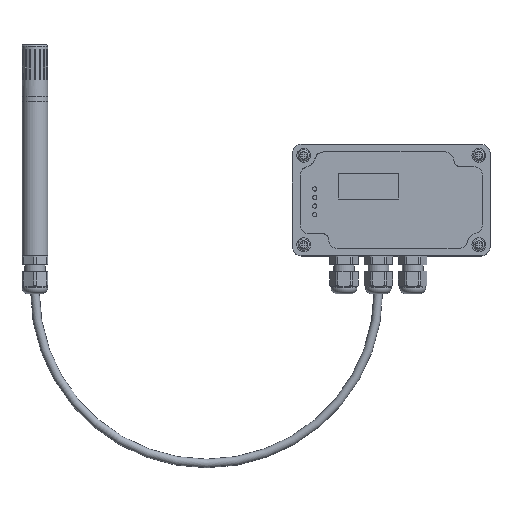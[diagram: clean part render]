
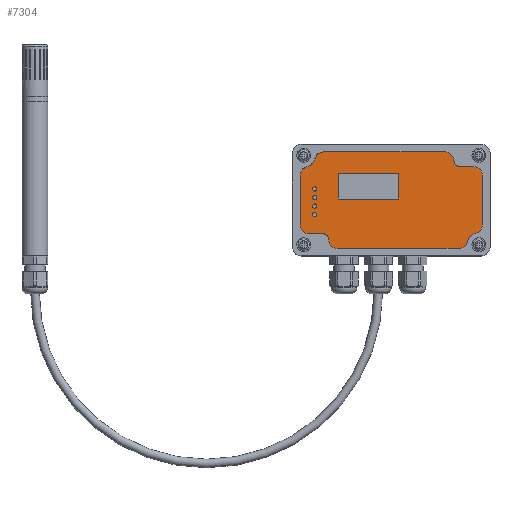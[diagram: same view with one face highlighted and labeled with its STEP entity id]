
A CAD part, top view. The second image highlights one B-rep face of the part: STEP entity #7304.
In plain terms, the highlighted planar face has unit normal (0, 0, 1).
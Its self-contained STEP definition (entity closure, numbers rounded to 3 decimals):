
#354=FACE_BOUND('',#1700,.T.);
#355=FACE_BOUND('',#1701,.T.);
#356=FACE_BOUND('',#1702,.T.);
#357=FACE_BOUND('',#1703,.T.);
#358=FACE_BOUND('',#1704,.T.);
#810=CIRCLE('',#8024,7.245);
#812=CIRCLE('',#8027,5.);
#815=CIRCLE('',#8031,5.);
#816=CIRCLE('',#8033,3.449);
#818=CIRCLE('',#8036,3.525);
#820=CIRCLE('',#8039,6.948);
#822=CIRCLE('',#8042,5.);
#825=CIRCLE('',#8046,5.);
#826=CIRCLE('',#8048,5.);
#828=CIRCLE('',#8051,5.);
#830=CIRCLE('',#8054,5.);
#832=CIRCLE('',#8057,5.);
#834=CIRCLE('',#8068,1.25);
#836=CIRCLE('',#8071,1.25);
#838=CIRCLE('',#8074,1.25);
#840=CIRCLE('',#8077,1.25);
#1237=FACE_OUTER_BOUND('',#1699,.T.);
#1699=EDGE_LOOP('',(#6663,#6664,#6665,#6666,#6667,#6668,#6669,#6670,#6671,
#6672,#6673,#6674,#6675,#6676,#6677,#6678,#6679,#6680,#6681,#6682));
#1700=EDGE_LOOP('',(#6683));
#1701=EDGE_LOOP('',(#6684));
#1702=EDGE_LOOP('',(#6685));
#1703=EDGE_LOOP('',(#6686));
#1704=EDGE_LOOP('',(#6687,#6688,#6689,#6690));
#2255=LINE('',#18867,#2830);
#2256=LINE('',#18869,#2831);
#2258=LINE('',#18872,#2833);
#2260=LINE('',#18875,#2835);
#2263=LINE('',#18879,#2838);
#2264=LINE('',#18881,#2839);
#2266=LINE('',#18884,#2841);
#2268=LINE('',#18887,#2843);
#2276=LINE('',#18920,#2851);
#2279=LINE('',#18926,#2854);
#2282=LINE('',#18932,#2857);
#2285=LINE('',#18936,#2860);
#2830=VECTOR('',#10009,10.);
#2831=VECTOR('',#10012,10.);
#2833=VECTOR('',#10016,10.);
#2835=VECTOR('',#10020,10.);
#2838=VECTOR('',#10025,10.);
#2839=VECTOR('',#10028,10.);
#2841=VECTOR('',#10032,10.);
#2843=VECTOR('',#10036,10.);
#2851=VECTOR('',#10070,10.);
#2854=VECTOR('',#10075,10.);
#2857=VECTOR('',#10080,10.);
#2860=VECTOR('',#10085,10.);
#3501=VERTEX_POINT('',#18770);
#3502=VERTEX_POINT('',#18771);
#3505=VERTEX_POINT('',#18779);
#3508=VERTEX_POINT('',#18787);
#3509=VERTEX_POINT('',#18791);
#3510=VERTEX_POINT('',#18792);
#3513=VERTEX_POINT('',#18800);
#3514=VERTEX_POINT('',#18801);
#3517=VERTEX_POINT('',#18809);
#3518=VERTEX_POINT('',#18810);
#3521=VERTEX_POINT('',#18818);
#3524=VERTEX_POINT('',#18826);
#3525=VERTEX_POINT('',#18830);
#3526=VERTEX_POINT('',#18831);
#3529=VERTEX_POINT('',#18839);
#3530=VERTEX_POINT('',#18840);
#3533=VERTEX_POINT('',#18848);
#3534=VERTEX_POINT('',#18849);
#3537=VERTEX_POINT('',#18857);
#3538=VERTEX_POINT('',#18858);
#3541=VERTEX_POINT('',#18890);
#3543=VERTEX_POINT('',#18896);
#3545=VERTEX_POINT('',#18902);
#3547=VERTEX_POINT('',#18908);
#3551=VERTEX_POINT('',#18917);
#3552=VERTEX_POINT('',#18919);
#3554=VERTEX_POINT('',#18925);
#3556=VERTEX_POINT('',#18931);
#4527=EDGE_CURVE('',#3501,#3502,#810,.T.);
#4531=EDGE_CURVE('',#3505,#3502,#812,.T.);
#4536=EDGE_CURVE('',#3501,#3508,#815,.T.);
#4537=EDGE_CURVE('',#3509,#3510,#816,.T.);
#4541=EDGE_CURVE('',#3513,#3514,#818,.T.);
#4545=EDGE_CURVE('',#3517,#3518,#820,.T.);
#4549=EDGE_CURVE('',#3521,#3518,#822,.T.);
#4554=EDGE_CURVE('',#3517,#3524,#825,.T.);
#4555=EDGE_CURVE('',#3525,#3526,#826,.T.);
#4559=EDGE_CURVE('',#3529,#3530,#828,.T.);
#4563=EDGE_CURVE('',#3533,#3534,#830,.T.);
#4567=EDGE_CURVE('',#3537,#3538,#832,.T.);
#4572=EDGE_CURVE('',#3533,#3509,#2255,.T.);
#4573=EDGE_CURVE('',#3510,#3538,#2256,.T.);
#4575=EDGE_CURVE('',#3537,#3524,#2258,.T.);
#4577=EDGE_CURVE('',#3521,#3526,#2260,.T.);
#4580=EDGE_CURVE('',#3525,#3513,#2263,.T.);
#4581=EDGE_CURVE('',#3514,#3530,#2264,.T.);
#4583=EDGE_CURVE('',#3529,#3508,#2266,.T.);
#4585=EDGE_CURVE('',#3505,#3534,#2268,.T.);
#4587=EDGE_CURVE('',#3541,#3541,#834,.T.);
#4590=EDGE_CURVE('',#3543,#3543,#836,.T.);
#4593=EDGE_CURVE('',#3545,#3545,#838,.T.);
#4596=EDGE_CURVE('',#3547,#3547,#840,.T.);
#4601=EDGE_CURVE('',#3552,#3551,#2276,.T.);
#4604=EDGE_CURVE('',#3554,#3552,#2279,.T.);
#4607=EDGE_CURVE('',#3556,#3554,#2282,.T.);
#4610=EDGE_CURVE('',#3551,#3556,#2285,.T.);
#6663=ORIENTED_EDGE('',*,*,#4536,.T.);
#6664=ORIENTED_EDGE('',*,*,#4583,.F.);
#6665=ORIENTED_EDGE('',*,*,#4559,.T.);
#6666=ORIENTED_EDGE('',*,*,#4581,.F.);
#6667=ORIENTED_EDGE('',*,*,#4541,.F.);
#6668=ORIENTED_EDGE('',*,*,#4580,.F.);
#6669=ORIENTED_EDGE('',*,*,#4555,.T.);
#6670=ORIENTED_EDGE('',*,*,#4577,.F.);
#6671=ORIENTED_EDGE('',*,*,#4549,.T.);
#6672=ORIENTED_EDGE('',*,*,#4545,.F.);
#6673=ORIENTED_EDGE('',*,*,#4554,.T.);
#6674=ORIENTED_EDGE('',*,*,#4575,.F.);
#6675=ORIENTED_EDGE('',*,*,#4567,.T.);
#6676=ORIENTED_EDGE('',*,*,#4573,.F.);
#6677=ORIENTED_EDGE('',*,*,#4537,.F.);
#6678=ORIENTED_EDGE('',*,*,#4572,.F.);
#6679=ORIENTED_EDGE('',*,*,#4563,.T.);
#6680=ORIENTED_EDGE('',*,*,#4585,.F.);
#6681=ORIENTED_EDGE('',*,*,#4531,.T.);
#6682=ORIENTED_EDGE('',*,*,#4527,.F.);
#6683=ORIENTED_EDGE('',*,*,#4587,.T.);
#6684=ORIENTED_EDGE('',*,*,#4590,.T.);
#6685=ORIENTED_EDGE('',*,*,#4593,.T.);
#6686=ORIENTED_EDGE('',*,*,#4596,.T.);
#6687=ORIENTED_EDGE('',*,*,#4607,.T.);
#6688=ORIENTED_EDGE('',*,*,#4604,.T.);
#6689=ORIENTED_EDGE('',*,*,#4601,.T.);
#6690=ORIENTED_EDGE('',*,*,#4610,.T.);
#6915=PLANE('',#8083);
#7304=ADVANCED_FACE('',(#1237,#354,#355,#356,#357,#358),#6915,.T.);
#8024=AXIS2_PLACEMENT_3D('',#18772,#9916,#9917);
#8027=AXIS2_PLACEMENT_3D('',#18780,#9924,#9925);
#8031=AXIS2_PLACEMENT_3D('',#18789,#9934,#9935);
#8033=AXIS2_PLACEMENT_3D('',#18793,#9938,#9939);
#8036=AXIS2_PLACEMENT_3D('',#18802,#9946,#9947);
#8039=AXIS2_PLACEMENT_3D('',#18811,#9954,#9955);
#8042=AXIS2_PLACEMENT_3D('',#18819,#9962,#9963);
#8046=AXIS2_PLACEMENT_3D('',#18828,#9972,#9973);
#8048=AXIS2_PLACEMENT_3D('',#18832,#9976,#9977);
#8051=AXIS2_PLACEMENT_3D('',#18841,#9984,#9985);
#8054=AXIS2_PLACEMENT_3D('',#18850,#9992,#9993);
#8057=AXIS2_PLACEMENT_3D('',#18859,#10000,#10001);
#8068=AXIS2_PLACEMENT_3D('',#18891,#10040,#10041);
#8071=AXIS2_PLACEMENT_3D('',#18897,#10047,#10048);
#8074=AXIS2_PLACEMENT_3D('',#18903,#10054,#10055);
#8077=AXIS2_PLACEMENT_3D('',#18909,#10061,#10062);
#8083=AXIS2_PLACEMENT_3D('',#18937,#10086,#10087);
#9916=DIRECTION('center_axis',(0.,0.,1.));
#9917=DIRECTION('ref_axis',(-0.268,0.963,0.));
#9924=DIRECTION('center_axis',(0.,0.,1.));
#9925=DIRECTION('ref_axis',(0.,-1.,0.));
#9934=DIRECTION('center_axis',(0.,0.,1.));
#9935=DIRECTION('ref_axis',(0.,-1.,0.));
#9938=DIRECTION('center_axis',(0.,0.,1.));
#9939=DIRECTION('ref_axis',(1.,0.011,0.));
#9946=DIRECTION('center_axis',(0.,0.,1.));
#9947=DIRECTION('ref_axis',(-0.999,0.032,0.));
#9954=DIRECTION('center_axis',(0.,0.,1.));
#9955=DIRECTION('ref_axis',(0.231,-0.973,0.));
#9962=DIRECTION('center_axis',(0.,0.,1.));
#9963=DIRECTION('ref_axis',(0.,1.,0.));
#9972=DIRECTION('center_axis',(0.,0.,1.));
#9973=DIRECTION('ref_axis',(0.,1.,0.));
#9976=DIRECTION('center_axis',(0.,0.,1.));
#9977=DIRECTION('ref_axis',(1.,0.,0.));
#9984=DIRECTION('center_axis',(0.,0.,1.));
#9985=DIRECTION('ref_axis',(1.,0.,0.));
#9992=DIRECTION('center_axis',(0.,0.,1.));
#9993=DIRECTION('ref_axis',(-1.,0.,0.));
#10000=DIRECTION('center_axis',(0.,0.,1.));
#10001=DIRECTION('ref_axis',(-1.,0.,0.));
#10009=DIRECTION('',(0.,1.,0.));
#10012=DIRECTION('',(-1.,0.,0.));
#10016=DIRECTION('',(0.,1.,0.));
#10020=DIRECTION('',(1.,0.,0.));
#10025=DIRECTION('',(0.,-1.,0.));
#10028=DIRECTION('',(1.,0.,0.));
#10032=DIRECTION('',(0.,-1.,0.));
#10036=DIRECTION('',(-1.,0.,0.));
#10040=DIRECTION('center_axis',(0.,0.,-1.));
#10041=DIRECTION('ref_axis',(-1.,0.,0.));
#10047=DIRECTION('center_axis',(0.,0.,-1.));
#10048=DIRECTION('ref_axis',(-1.,0.,0.));
#10054=DIRECTION('center_axis',(0.,0.,-1.));
#10055=DIRECTION('ref_axis',(-1.,0.,0.));
#10061=DIRECTION('center_axis',(0.,0.,-1.));
#10062=DIRECTION('ref_axis',(-1.,0.,0.));
#10070=DIRECTION('',(0.,1.,0.));
#10075=DIRECTION('',(-1.,0.,0.));
#10080=DIRECTION('',(0.,-1.,0.));
#10085=DIRECTION('',(1.,0.,0.));
#10086=DIRECTION('center_axis',(0.,0.,1.));
#10087=DIRECTION('ref_axis',(-1.,0.,0.));
#18770=CARTESIAN_POINT('',(106.841,13.183,40.));
#18771=CARTESIAN_POINT('',(101.873,8.382,40.));
#18772=CARTESIAN_POINT('Origin',(108.783,6.203,40.));
#18779=CARTESIAN_POINT('',(97.,4.5,40.));
#18780=CARTESIAN_POINT('Origin',(97.,9.5,40.));
#18787=CARTESIAN_POINT('',(110.5,18.,40.));
#18789=CARTESIAN_POINT('Origin',(105.5,18.,40.));
#18791=CARTESIAN_POINT('',(21.,9.6,40.));
#18792=CARTESIAN_POINT('',(17.817,13.,40.));
#18793=CARTESIAN_POINT('Origin',(17.551,9.561,40.));
#18800=CARTESIAN_POINT('',(94.,55.341,40.));
#18801=CARTESIAN_POINT('',(96.934,52.,40.));
#18802=CARTESIAN_POINT('Origin',(97.522,55.475,40.));
#18809=CARTESIAN_POINT('',(8.391,51.876,40.));
#18810=CARTESIAN_POINT('',(13.097,56.478,40.));
#18811=CARTESIAN_POINT('Origin',(6.465,58.551,40.));
#18818=CARTESIAN_POINT('',(18.,60.5,40.));
#18819=CARTESIAN_POINT('Origin',(18.,55.5,40.));
#18826=CARTESIAN_POINT('',(4.5,47.,40.));
#18828=CARTESIAN_POINT('Origin',(9.5,47.,40.));
#18830=CARTESIAN_POINT('',(94.,55.5,40.));
#18831=CARTESIAN_POINT('',(89.,60.5,40.));
#18832=CARTESIAN_POINT('Origin',(89.,55.5,40.));
#18839=CARTESIAN_POINT('',(110.5,47.,40.));
#18840=CARTESIAN_POINT('',(105.5,52.,40.));
#18841=CARTESIAN_POINT('Origin',(105.5,47.,40.));
#18848=CARTESIAN_POINT('',(21.,9.5,40.));
#18849=CARTESIAN_POINT('',(26.,4.5,40.));
#18850=CARTESIAN_POINT('Origin',(26.,9.5,40.));
#18857=CARTESIAN_POINT('',(4.5,18.,40.));
#18858=CARTESIAN_POINT('',(9.5,13.,40.));
#18859=CARTESIAN_POINT('Origin',(9.5,18.,40.));
#18867=CARTESIAN_POINT('',(21.,9.5,40.));
#18869=CARTESIAN_POINT('',(19.,13.,40.));
#18872=CARTESIAN_POINT('',(4.5,18.,40.));
#18875=CARTESIAN_POINT('',(18.,60.5,40.));
#18879=CARTESIAN_POINT('',(94.,55.5,40.));
#18881=CARTESIAN_POINT('',(96.,52.,40.));
#18884=CARTESIAN_POINT('',(110.5,47.,40.));
#18887=CARTESIAN_POINT('',(97.,4.5,40.));
#18890=CARTESIAN_POINT('',(14.25,29.,40.));
#18891=CARTESIAN_POINT('Origin',(13.,29.,40.));
#18896=CARTESIAN_POINT('',(14.25,34.,40.));
#18897=CARTESIAN_POINT('Origin',(13.,34.,40.));
#18902=CARTESIAN_POINT('',(14.25,24.,40.));
#18903=CARTESIAN_POINT('Origin',(13.,24.,40.));
#18908=CARTESIAN_POINT('',(14.25,39.,40.));
#18909=CARTESIAN_POINT('Origin',(13.,39.,40.));
#18917=CARTESIAN_POINT('',(26.5,48.121,40.));
#18919=CARTESIAN_POINT('',(26.5,33.121,40.));
#18920=CARTESIAN_POINT('',(26.5,32.81,40.));
#18925=CARTESIAN_POINT('',(61.5,33.121,40.));
#18926=CARTESIAN_POINT('',(59.5,33.121,40.));
#18931=CARTESIAN_POINT('',(61.5,48.121,40.));
#18932=CARTESIAN_POINT('',(61.5,40.31,40.));
#18936=CARTESIAN_POINT('',(42.,48.121,40.));
#18937=CARTESIAN_POINT('Origin',(57.5,32.5,40.));
